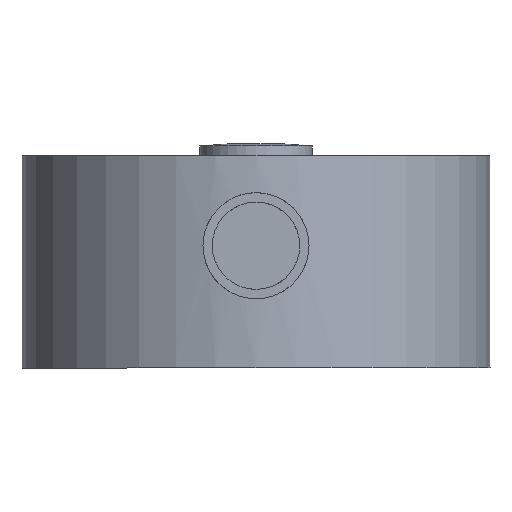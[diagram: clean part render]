
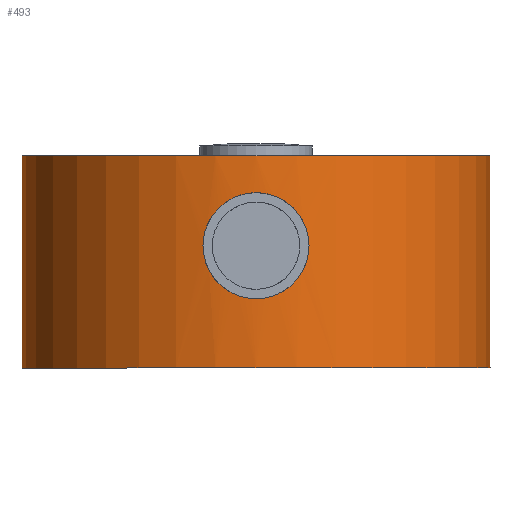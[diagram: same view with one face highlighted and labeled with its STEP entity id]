
A CAD part, front view. The second image highlights one B-rep face of the part: STEP entity #493.
In plain terms, the highlighted cylindrical face has radius 4.763 mm (diameter 9.525 mm), a full revolution.
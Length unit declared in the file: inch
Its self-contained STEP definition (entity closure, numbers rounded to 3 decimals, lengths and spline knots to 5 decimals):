
#374=CARTESIAN_POINT('',(7.92133,1.80197,-0.18262));
#375=VERTEX_POINT('',#374);
#376=CARTESIAN_POINT('',(7.83633,1.80197,-0.18262));
#377=VERTEX_POINT('',#376);
#378=CARTESIAN_POINT('',(7.92133,1.80197,-0.18262));
#379=CARTESIAN_POINT('',(7.92133,1.80733,-0.18262));
#380=CARTESIAN_POINT('',(7.92025,1.81303,-0.18288));
#381=CARTESIAN_POINT('',(7.91591,1.82349,-0.18381));
#382=CARTESIAN_POINT('',(7.91264,1.82826,-0.18446));
#383=CARTESIAN_POINT('',(7.90511,1.83579,-0.18569));
#384=CARTESIAN_POINT('',(7.90035,1.83905,-0.18633));
#385=CARTESIAN_POINT('',(7.88988,1.8434,-0.18725));
#386=CARTESIAN_POINT('',(7.88418,1.84447,-0.1875));
#387=CARTESIAN_POINT('',(7.87347,1.84447,-0.1875));
#388=CARTESIAN_POINT('',(7.86777,1.8434,-0.18725));
#389=CARTESIAN_POINT('',(7.8573,1.83905,-0.18633));
#390=CARTESIAN_POINT('',(7.85254,1.83579,-0.18569));
#391=CARTESIAN_POINT('',(7.84501,1.82826,-0.18446));
#392=CARTESIAN_POINT('',(7.84174,1.82349,-0.18381));
#393=CARTESIAN_POINT('',(7.8374,1.81303,-0.18288));
#394=CARTESIAN_POINT('',(7.83633,1.80733,-0.18262));
#395=CARTESIAN_POINT('',(7.83633,1.80197,-0.18262));
#396=B_SPLINE_CURVE_WITH_KNOTS('',3,(#378,#379,#380,#381,#382,#383,#384,#385,#386,#387,#388,#389,#390,#391,#392,#393,#394,#395),.UNSPECIFIED.,.F.,.U.,(4,2,2,2,2,2,2,2,4),(0.12856,0.14463,0.1607,0.17676,0.19283,0.2089,0.22497,0.24104,0.25711),.UNSPECIFIED.);
#397=EDGE_CURVE('',#375,#377,#396,.T.);
#399=CARTESIAN_POINT('',(7.83633,1.80197,-0.18262));
#400=CARTESIAN_POINT('',(7.83633,1.79662,-0.18262));
#401=CARTESIAN_POINT('',(7.8374,1.79091,-0.18288));
#402=CARTESIAN_POINT('',(7.84174,1.78045,-0.18381));
#403=CARTESIAN_POINT('',(7.84501,1.77568,-0.18446));
#404=CARTESIAN_POINT('',(7.85254,1.76816,-0.18569));
#405=CARTESIAN_POINT('',(7.8573,1.76489,-0.18633));
#406=CARTESIAN_POINT('',(7.86777,1.76055,-0.18725));
#407=CARTESIAN_POINT('',(7.87347,1.75947,-0.1875));
#408=CARTESIAN_POINT('',(7.88418,1.75947,-0.1875));
#409=CARTESIAN_POINT('',(7.88988,1.76055,-0.18725));
#410=CARTESIAN_POINT('',(7.90035,1.76489,-0.18633));
#411=CARTESIAN_POINT('',(7.90511,1.76816,-0.18569));
#412=CARTESIAN_POINT('',(7.91264,1.77568,-0.18446));
#413=CARTESIAN_POINT('',(7.91591,1.78045,-0.18381));
#414=CARTESIAN_POINT('',(7.92025,1.79091,-0.18288));
#415=CARTESIAN_POINT('',(7.92133,1.79662,-0.18262));
#416=CARTESIAN_POINT('',(7.92133,1.80197,-0.18262));
#417=B_SPLINE_CURVE_WITH_KNOTS('',3,(#399,#400,#401,#402,#403,#404,#405,#406,#407,#408,#409,#410,#411,#412,#413,#414,#415,#416),.UNSPECIFIED.,.F.,.U.,(4,2,2,2,2,2,2,2,4),(0.0,0.01607,0.03214,0.04821,0.06428,0.08035,0.09642,0.11249,0.12856),.UNSPECIFIED.);
#418=EDGE_CURVE('',#377,#375,#417,.T.);
#462=CARTESIAN_POINT('',(7.87883,1.78897,0.0));
#463=DIRECTION('',(0.0,1.0,0.0));
#464=DIRECTION('',(-1.0,0.0,0.0));
#465=AXIS2_PLACEMENT_3D('',#462,#463,#464);
#466=CYLINDRICAL_SURFACE('',#465,0.1875);
#467=CARTESIAN_POINT('',(8.06633,1.70397,0.));
#468=VERTEX_POINT('',#467);
#469=CARTESIAN_POINT('',(7.87883,1.70397,0.0));
#470=DIRECTION('',(0.0,1.0,0.0));
#471=DIRECTION('',(-1.0,0.0,0.0));
#472=AXIS2_PLACEMENT_3D('',#469,#470,#471);
#473=CIRCLE('',#472,0.1875);
#474=EDGE_CURVE('',#468,#468,#473,.T.);
#475=ORIENTED_EDGE('',*,*,#474,.T.);
#476=EDGE_LOOP('',(#475));
#477=FACE_OUTER_BOUND('',#476,.T.);
#478=CARTESIAN_POINT('',(8.06633,1.87397,0.));
#479=VERTEX_POINT('',#478);
#480=CARTESIAN_POINT('',(7.87883,1.87397,0.0));
#481=DIRECTION('',(0.0,1.0,0.0));
#482=DIRECTION('',(-1.0,0.0,0.0));
#483=AXIS2_PLACEMENT_3D('',#480,#481,#482);
#484=CIRCLE('',#483,0.1875);
#485=EDGE_CURVE('',#479,#479,#484,.T.);
#486=ORIENTED_EDGE('',*,*,#485,.F.);
#487=EDGE_LOOP('',(#486));
#488=FACE_BOUND('',#487,.T.);
#489=ORIENTED_EDGE('',*,*,#418,.T.);
#490=ORIENTED_EDGE('',*,*,#397,.T.);
#491=EDGE_LOOP('',(#489,#490));
#492=FACE_BOUND('',#491,.T.);
#493=ADVANCED_FACE('',(#477,#488,#492),#466,.T.);
